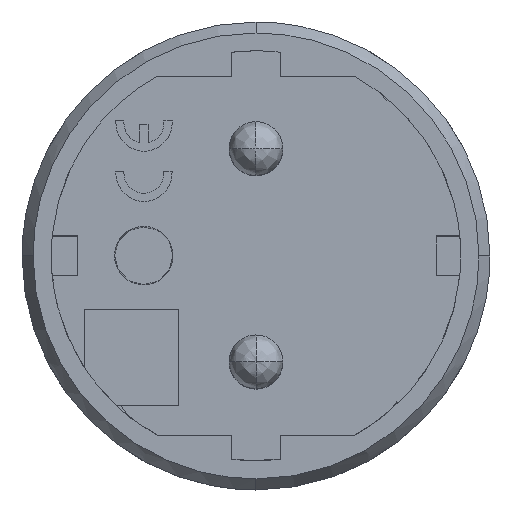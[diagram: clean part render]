
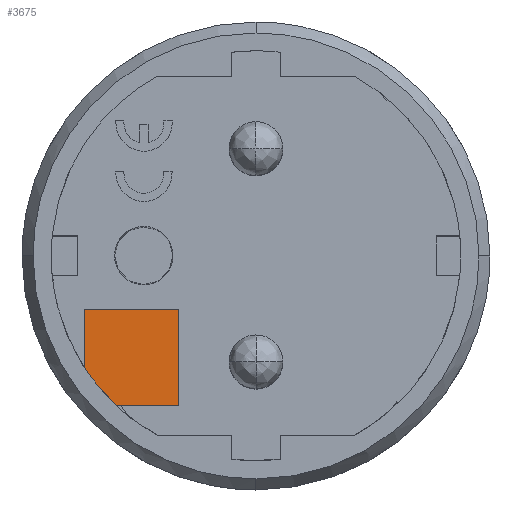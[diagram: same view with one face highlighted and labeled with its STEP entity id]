
A CAD part, top view. The second image highlights one B-rep face of the part: STEP entity #3675.
In plain terms, the highlighted planar face has unit normal (0, 0, 1).
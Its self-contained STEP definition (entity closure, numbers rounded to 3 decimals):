
#2526=CARTESIAN_POINT('Line Origine',(-15.298,-7.364,0.)) ;
#2530=CARTESIAN_POINT('Vertex',(-15.298,-9.951,0.)) ;
#2532=CARTESIAN_POINT('Vertex',(-15.298,-4.776,0.)) ;
#2535=CARTESIAN_POINT('Line Origine',(-11.107,-4.776,0.)) ;
#2539=CARTESIAN_POINT('Vertex',(-6.916,-4.776,0.)) ;
#2542=CARTESIAN_POINT('Line Origine',(-6.916,-9.062,0.)) ;
#2546=CARTESIAN_POINT('Vertex',(-6.916,-13.348,0.)) ;
#2549=CARTESIAN_POINT('Line Origine',(-9.681,-13.348,0.)) ;
#2553=CARTESIAN_POINT('Vertex',(-12.446,-13.348,0.)) ;
#3655=CARTESIAN_POINT('Axis2P3D Location',(0.,0.,0.)) ;
#3661=CARTESIAN_POINT('Control Point',(-12.446,-13.348,0.)) ;
#3662=CARTESIAN_POINT('Control Point',(-13.081,-12.756,0.)) ;
#3663=CARTESIAN_POINT('Control Point',(-13.689,-12.118,0.)) ;
#3664=CARTESIAN_POINT('Control Point',(-14.265,-11.436,0.)) ;
#3665=CARTESIAN_POINT('Control Point',(-14.803,-10.712,0.)) ;
#3666=CARTESIAN_POINT('Control Point',(-15.298,-9.951,0.)) ;
#2527=DIRECTION('Vector Direction',(0.,-1.,0.)) ;
#2536=DIRECTION('Vector Direction',(-1.,0.,0.)) ;
#2543=DIRECTION('Vector Direction',(0.,-1.,0.)) ;
#2550=DIRECTION('Vector Direction',(-1.,0.,0.)) ;
#3656=DIRECTION('Axis2P3D Direction',(0.,-0.,1.)) ;
#3657=DIRECTION('Axis2P3D XDirection',(0.,1.,0.)) ;
#3658=AXIS2_PLACEMENT_3D('Plane Axis2P3D',#3655,#3656,#3657) ;
#3669=ORIENTED_EDGE('',*,*,#2555,.F.) ;
#3670=ORIENTED_EDGE('',*,*,#2548,.T.) ;
#3671=ORIENTED_EDGE('',*,*,#2541,.T.) ;
#3672=ORIENTED_EDGE('',*,*,#2534,.F.) ;
#3673=ORIENTED_EDGE('',*,*,#3667,.F.) ;
#2528=VECTOR('Line Direction',#2527,1.) ;
#2537=VECTOR('Line Direction',#2536,1.) ;
#2544=VECTOR('Line Direction',#2543,1.) ;
#2551=VECTOR('Line Direction',#2550,1.) ;
#3675=ADVANCED_FACE('PartBody',(#3674),#3659,.T.) ;
#3660=B_SPLINE_CURVE_WITH_KNOTS('',5,(#3661,#3662,#3663,#3664,#3665,#3666),.UNSPECIFIED.,.F.,.U.,(6,6),(0.,6.297),.UNSPECIFIED.) ;
#2534=EDGE_CURVE('',#2531,#2533,#2529,.F.) ;
#2541=EDGE_CURVE('',#2540,#2533,#2538,.T.) ;
#2548=EDGE_CURVE('',#2547,#2540,#2545,.F.) ;
#2555=EDGE_CURVE('',#2547,#2554,#2552,.T.) ;
#3667=EDGE_CURVE('',#2554,#2531,#3660,.T.) ;
#3668=EDGE_LOOP('',(#3669,#3670,#3671,#3672,#3673)) ;
#3674=FACE_OUTER_BOUND('',#3668,.T.) ;
#2529=LINE('Line',#2526,#2528) ;
#2538=LINE('Line',#2535,#2537) ;
#2545=LINE('Line',#2542,#2544) ;
#2552=LINE('Line',#2549,#2551) ;
#3659=PLANE('Plane',#3658) ;
#2531=VERTEX_POINT('',#2530) ;
#2533=VERTEX_POINT('',#2532) ;
#2540=VERTEX_POINT('',#2539) ;
#2547=VERTEX_POINT('',#2546) ;
#2554=VERTEX_POINT('',#2553) ;
